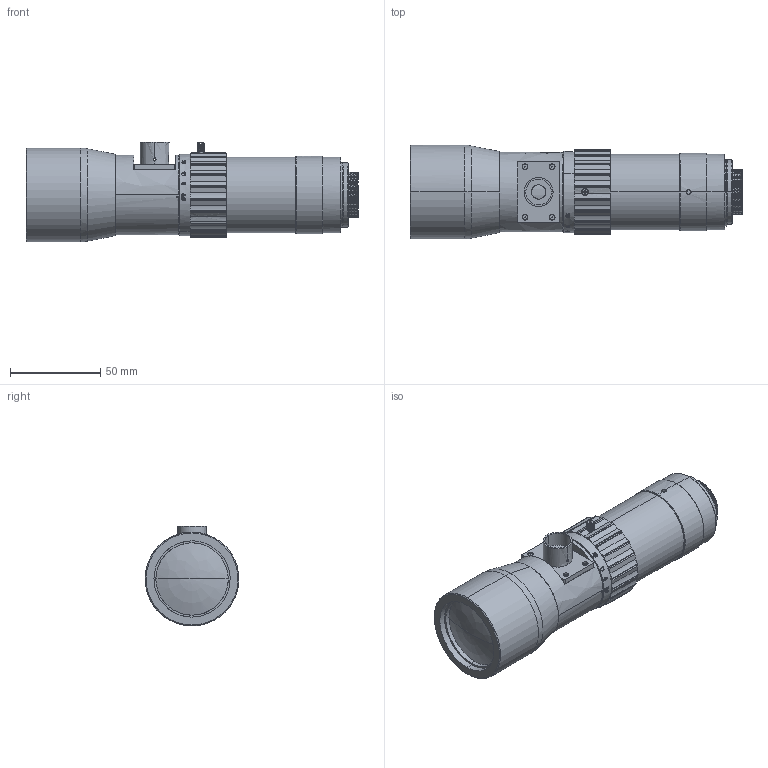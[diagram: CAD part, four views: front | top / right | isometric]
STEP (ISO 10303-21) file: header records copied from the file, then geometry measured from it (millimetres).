
FILE_DESCRIPTION (( 'STEP AP203' ), '1' );
FILE_NAME ('610051.STEP', '2021-01-26T15:22:25', ( '' ), ( '' ), 'SwSTEP 2.0', 'SolidWorks 2019', '' );
FILE_SCHEMA (( 'CONFIG_CONTROL_DESIGN' ));
Products named in the file (1): 610051
Bounding box: 184.08 x 51.96 x 55.3 mm (x, y, z)
Volume: 282674.3 mm3; surface area: 34807.8 mm2
Topology: 6 solids, 6 shells, 775 faces, 1993 edges, 1277 vertices
Faces by surface type: bspline 775
Entity records: 43443 total; most frequent: CARTESIAN_POINT 31604, ORIENTED_EDGE 3982, EDGE_CURVE 1991, B_SPLINE_CURVE_WITH_KNOTS 1646, VERTEX_POINT 1277, EDGE_LOOP 836, ADVANCED_FACE 775, FACE_OUTER_BOUND 775
